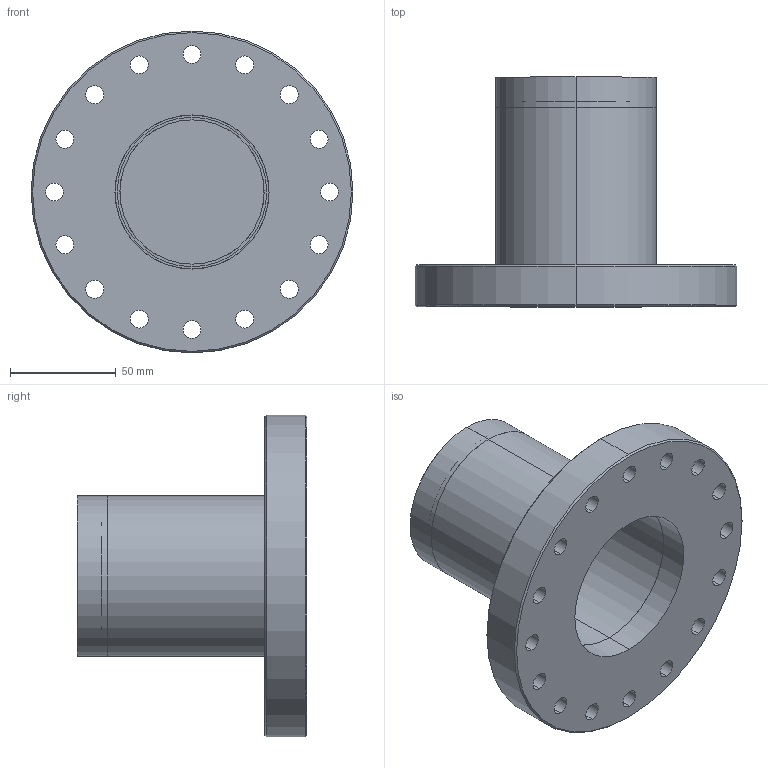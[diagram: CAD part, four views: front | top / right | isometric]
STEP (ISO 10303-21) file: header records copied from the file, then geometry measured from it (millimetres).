
FILE_DESCRIPTION (( 'STEP AP203' ), '1' );
FILE_NAME ('A6667-1-CF.STEP', '2012-02-17T18:32:36', ( '' ), ( '' ), 'SwSTEP 2.0', 'SolidWorks 2011', '' );
FILE_SCHEMA (( 'CONFIG_CONTROL_DESIGN' ));
Length unit declared in the file: inch
Products named in the file (1): A6667-1-CF
Bounding box: 152.4 x 108.69 x 152.4 mm (x, y, z)
Volume: 311869.8 mm3; surface area: 108581.9 mm2
Topology: 1 solids, 1 shells, 97 faces, 232 edges, 152 vertices
Faces by surface type: cylinder 66, plane 17, bspline 8, cone 6
Entity records: 3347 total; most frequent: CARTESIAN_POINT 846, DIRECTION 556, ORIENTED_EDGE 464, AXIS2_PLACEMENT_3D 242, EDGE_CURVE 232, CIRCLE 152, VERTEX_POINT 152, EDGE_LOOP 144
